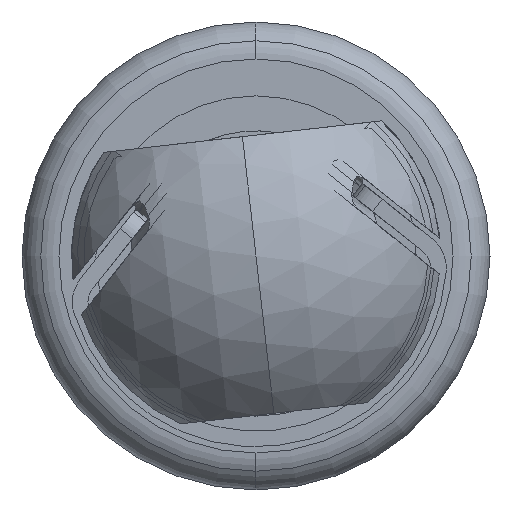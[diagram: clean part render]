
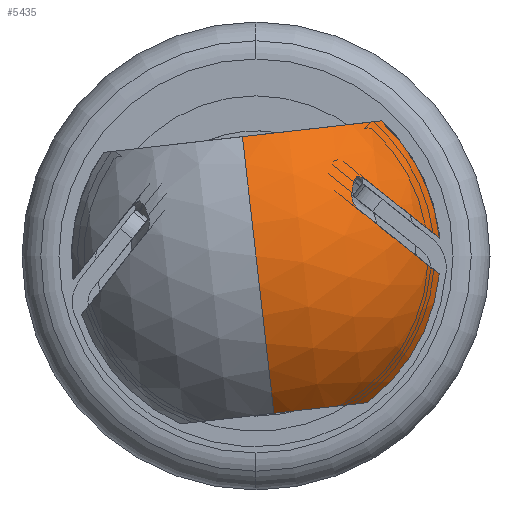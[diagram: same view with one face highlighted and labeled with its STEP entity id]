
A CAD part, left-side view. The second image highlights one B-rep face of the part: STEP entity #5435.
In plain terms, the highlighted spherical face has radius 8.128 mm.
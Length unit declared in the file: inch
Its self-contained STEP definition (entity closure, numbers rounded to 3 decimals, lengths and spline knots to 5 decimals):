
#1188 = CARTESIAN_POINT ( 'NONE',  ( -0.1684, -0.1003, 0.25295 ) ) ;
#1195 = CARTESIAN_POINT ( 'NONE',  ( -0.16696, -0.09483, 0.25607 ) ) ;
#1196 = CARTESIAN_POINT ( 'NONE',  ( 0., 0., 0.12542 ) ) ;
#1197 = DIRECTION ( 'NONE',  ( 0., 0., 1. ) ) ;
#1198 = DIRECTION ( 'NONE',  ( -1., 0., 0. ) ) ;
#1199 = CARTESIAN_POINT ( 'NONE',  ( -0.16888, -0.10214, 0.25189 ) ) ;
#1200 = CARTESIAN_POINT ( 'NONE',  ( -0.16958, -0.10381, 0.25074 ) ) ;
#1201 = CARTESIAN_POINT ( 'NONE',  ( -0.14496, -0.14496, 0. ) ) ;
#1202 = DIRECTION ( 'NONE',  ( 0.707, 0.707, 0. ) ) ;
#1203 = DIRECTION ( 'NONE',  ( -0.707, 0.707, 0. ) ) ;
#1204 = CARTESIAN_POINT ( 'NONE',  ( -0.1684, -0.1003, 0.25295 ) ) ;
#1205 = CARTESIAN_POINT ( 'NONE',  ( -0.17153, -0.10669, 0.24819 ) ) ;
#1206 = CARTESIAN_POINT ( 'NONE',  ( -0.17281, -0.10788, 0.24678 ) ) ;
#1207 = CARTESIAN_POINT ( 'NONE',  ( -0.1759, -0.10917, 0.24402 ) ) ;
#1208 = CARTESIAN_POINT ( 'NONE',  ( -0.17771, -0.10924, 0.24268 ) ) ;
#1209 = CARTESIAN_POINT ( 'NONE',  ( -0.18132, -0.10806, 0.24052 ) ) ;
#1210 = CARTESIAN_POINT ( 'NONE',  ( -0.18305, -0.10687, 0.23975 ) ) ;
#1211 = CARTESIAN_POINT ( 'NONE',  ( -0.18455, -0.10536, 0.23925 ) ) ;
#1212 = CARTESIAN_POINT ( 'NONE',  ( -0.16707, -0.05921, 0.26648 ) ) ;
#1213 = CARTESIAN_POINT ( 'NONE',  ( -0.16541, -0.08928, 0.25905 ) ) ;
#1214 = CARTESIAN_POINT ( 'NONE',  ( -0.16375, -0.08374, 0.26187 ) ) ;
#1215 = CARTESIAN_POINT ( 'NONE',  ( -0.1706, -0.05567, 0.26494 ) ) ;
#1216 = CARTESIAN_POINT ( 'NONE',  ( -0.16482, -0.06408, 0.26675 ) ) ;
#1217 = CARTESIAN_POINT ( 'NONE',  ( -0.16248, -0.0741, 0.26559 ) ) ;
#1218 = CARTESIAN_POINT ( 'NONE',  ( -0.1624, -0.07925, 0.26414 ) ) ;
#1219 = CARTESIAN_POINT ( 'NONE',  ( -0.16375, -0.08374, 0.26187 ) ) ;
#1220 = CARTESIAN_POINT ( 'NONE',  ( -0.11314, -0.11314, 0. ) ) ;
#1221 = DIRECTION ( 'NONE',  ( 0.707, 0.707, 0. ) ) ;
#1222 = DIRECTION ( 'NONE',  ( -0.707, 0.707, 0. ) ) ;
#1223 = CARTESIAN_POINT ( 'NONE',  ( 0., 0., 0.12542 ) ) ;
#1224 = DIRECTION ( 'NONE',  ( 0., 0., 1. ) ) ;
#1225 = DIRECTION ( 'NONE',  ( -1., 0., 0. ) ) ;
#1226 = CARTESIAN_POINT ( 'NONE',  ( 0., 0.253, 0. ) ) ;
#1227 = DIRECTION ( 'NONE',  ( 0., -1., 0. ) ) ;
#1228 = DIRECTION ( 'NONE',  ( 0., 0., -1. ) ) ;
#1229 = CARTESIAN_POINT ( 'NONE',  ( 0., 0., 0. ) ) ;
#1230 = DIRECTION ( 'NONE',  ( 1., 0., 0. ) ) ;
#1231 = DIRECTION ( 'NONE',  ( 0., 0., -1. ) ) ;
#1234 = CARTESIAN_POINT ( 'NONE',  ( 0., 0., 0. ) ) ;
#1235 = DIRECTION ( 'NONE',  ( -1., 0., 0. ) ) ;
#1236 = DIRECTION ( 'NONE',  ( 0., -1., 0. ) ) ;
#1238 = CARTESIAN_POINT ( 'NONE',  ( 0., -0.192, 0. ) ) ;
#1239 = DIRECTION ( 'NONE',  ( 0., 1., 0. ) ) ;
#1240 = DIRECTION ( 'NONE',  ( 0., 0., 1. ) ) ;
#1442 = CARTESIAN_POINT ( 'NONE',  ( -0.1684, -0.1003, 0.25295 ) ) ;
#1446 = CARTESIAN_POINT ( 'NONE',  ( -0.22317, -0.192, 0.12542 ) ) ;
#1453 = CARTESIAN_POINT ( 'NONE',  ( -0.29436, 0.00445, 0.12542 ) ) ;
#1466 = CARTESIAN_POINT ( 'NONE',  ( 0., -0.192, 0.256 ) ) ;
#1468 = CARTESIAN_POINT ( 'NONE',  ( 0., 0.253, 0.19594 ) ) ;
#1469 = CARTESIAN_POINT ( 'NONE',  ( 0., 0., 0.32 ) ) ;
#1472 = CARTESIAN_POINT ( 'NONE',  ( -0.15054, 0.253, 0.12542 ) ) ;
#1474 = CARTESIAN_POINT ( 'NONE',  ( -0.28788, 0.06161, 0.12542 ) ) ;
#1476 = CARTESIAN_POINT ( 'NONE',  ( -0.1706, -0.05567, 0.26494 ) ) ;
#1478 = CARTESIAN_POINT ( 'NONE',  ( -0.16375, -0.08374, 0.26187 ) ) ;
#1482 = CARTESIAN_POINT ( 'NONE',  ( -0.18455, -0.10536, 0.23925 ) ) ;
#2242 = EDGE_CURVE ( 'NONE', #7589, #7585, #5695, .T. ) ;
#2243 = EDGE_CURVE ( 'NONE', #7589, #7606, #5677, .T. ) ;
#2244 = EDGE_CURVE ( 'NONE', #7582, #7606, #6760, .T. ) ;
#2245 = EDGE_CURVE ( 'NONE', #7582, #7604, #6739, .T. ) ;
#2246 = EDGE_CURVE ( 'NONE', #7603, #7604, #6780, .T. ) ;
#2247 = EDGE_CURVE ( 'NONE', #7602, #7603, #5690, .T. ) ;
#2248 = EDGE_CURVE ( 'NONE', #7601, #7602, #5727, .T. ) ;
#2249 = EDGE_CURVE ( 'NONE', #7598, #7601, #5715, .T. ) ;
#2250 = EDGE_CURVE ( 'NONE', #7598, #7599, #5729, .T. ) ;
#2251 = EDGE_CURVE ( 'NONE', #7597, #7599, #5689, .T. ) ;
#2252 = EDGE_CURVE ( 'NONE', #7585, #7597, #5751, .T. ) ;
#3620 = FACE_OUTER_BOUND ( 'NONE', #6911, .T. ) ;
#3623 = CARTESIAN_POINT ( 'NONE',  ( 0., 0., 0. ) ) ;
#3626 = SPHERICAL_SURFACE ( 'NONE', #5996, 0.32 ) ;
#3628 = DIRECTION ( 'NONE',  ( -1., 0., 0. ) ) ;
#3629 = DIRECTION ( 'NONE',  ( 0., 1., 0. ) ) ;
#5435 = ADVANCED_FACE ( 'NONE', ( #3620 ), #3626, .T. ) ;
#5655 = AXIS2_PLACEMENT_3D ( 'NONE', #1238, #1239, #1240 ) ;
#5676 = AXIS2_PLACEMENT_3D ( 'NONE', #1223, #1224, #1225 ) ;
#5677 = CIRCLE ( 'NONE', #5685, 0.24571 ) ;
#5685 = AXIS2_PLACEMENT_3D ( 'NONE', #1201, #1202, #1203 ) ;
#5689 = CIRCLE ( 'NONE', #5697, 0.32 ) ;
#5690 = CIRCLE ( 'NONE', #5692, 0.27713 ) ;
#5691 = AXIS2_PLACEMENT_3D ( 'NONE', #1196, #1197, #1198 ) ;
#5692 = AXIS2_PLACEMENT_3D ( 'NONE', #1220, #1221, #1222 ) ;
#5694 = AXIS2_PLACEMENT_3D ( 'NONE', #1226, #1227, #1228 ) ;
#5695 = CIRCLE ( 'NONE', #5691, 0.2944 ) ;
#5696 = AXIS2_PLACEMENT_3D ( 'NONE', #1229, #1230, #1231 ) ;
#5697 = AXIS2_PLACEMENT_3D ( 'NONE', #1234, #1235, #1236 ) ;
#5715 = CIRCLE ( 'NONE', #5694, 0.19594 ) ;
#5727 = CIRCLE ( 'NONE', #5676, 0.2944 ) ;
#5729 = CIRCLE ( 'NONE', #5696, 0.32 ) ;
#5751 = CIRCLE ( 'NONE', #5655, 0.256 ) ;
#5996 = AXIS2_PLACEMENT_3D ( 'NONE', #3623, #3628, #3629 ) ;
#6739 = B_SPLINE_CURVE_WITH_KNOTS ( 'NONE', 3,
 ( #1188, #1195, #1213, #1214 ),
 .UNSPECIFIED., .F., .F.,
 ( 4, 4 ),
 ( 0.0026, 0.00309 ),
 .UNSPECIFIED. ) ;
#6760 = B_SPLINE_CURVE_WITH_KNOTS ( 'NONE', 3,
 ( #1204, #1199, #1200, #1205, #1206, #1207, #1208, #1209, #1210, #1211 ),
 .UNSPECIFIED., .F., .F.,
 ( 4, 2, 2, 2, 4 ),
 ( 0., 0.00016, 0.00033, 0.00049, 0.00065 ),
 .UNSPECIFIED. ) ;
#6780 = B_SPLINE_CURVE_WITH_KNOTS ( 'NONE', 3,
 ( #1215, #1212, #1216, #1217, #1218, #1219 ),
 .UNSPECIFIED., .F., .F.,
 ( 4, 2, 4 ),
 ( 0., 0.00039, 0.00078 ),
 .UNSPECIFIED. ) ;
#6911 = EDGE_LOOP ( 'NONE', ( #7916, #7915, #7914, #7913, #7912, #7911, #7910, #7909, #7908, #7907, #7906 ) ) ;
#7582 = VERTEX_POINT ( 'NONE', #1442 ) ;
#7585 = VERTEX_POINT ( 'NONE', #1446 ) ;
#7589 = VERTEX_POINT ( 'NONE', #1453 ) ;
#7597 = VERTEX_POINT ( 'NONE', #1466 ) ;
#7598 = VERTEX_POINT ( 'NONE', #1468 ) ;
#7599 = VERTEX_POINT ( 'NONE', #1469 ) ;
#7601 = VERTEX_POINT ( 'NONE', #1472 ) ;
#7602 = VERTEX_POINT ( 'NONE', #1474 ) ;
#7603 = VERTEX_POINT ( 'NONE', #1476 ) ;
#7604 = VERTEX_POINT ( 'NONE', #1478 ) ;
#7606 = VERTEX_POINT ( 'NONE', #1482 ) ;
#7906 = ORIENTED_EDGE ( 'NONE', *, *, #2242, .T. ) ;
#7907 = ORIENTED_EDGE ( 'NONE', *, *, #2243, .F. ) ;
#7908 = ORIENTED_EDGE ( 'NONE', *, *, #2244, .T. ) ;
#7909 = ORIENTED_EDGE ( 'NONE', *, *, #2245, .F. ) ;
#7910 = ORIENTED_EDGE ( 'NONE', *, *, #2246, .T. ) ;
#7911 = ORIENTED_EDGE ( 'NONE', *, *, #2247, .T. ) ;
#7912 = ORIENTED_EDGE ( 'NONE', *, *, #2248, .T. ) ;
#7913 = ORIENTED_EDGE ( 'NONE', *, *, #2249, .T. ) ;
#7914 = ORIENTED_EDGE ( 'NONE', *, *, #2250, .F. ) ;
#7915 = ORIENTED_EDGE ( 'NONE', *, *, #2251, .T. ) ;
#7916 = ORIENTED_EDGE ( 'NONE', *, *, #2252, .T. ) ;
